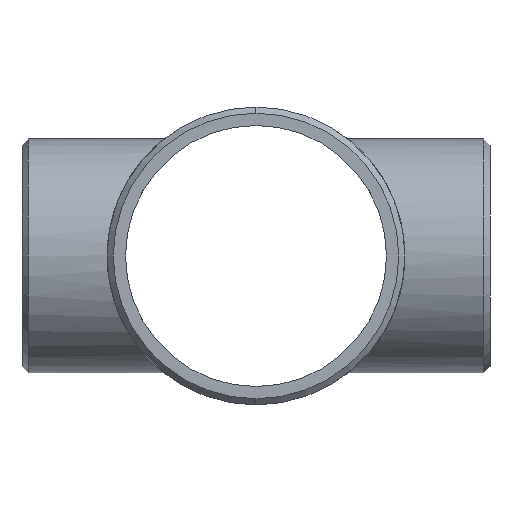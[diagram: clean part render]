
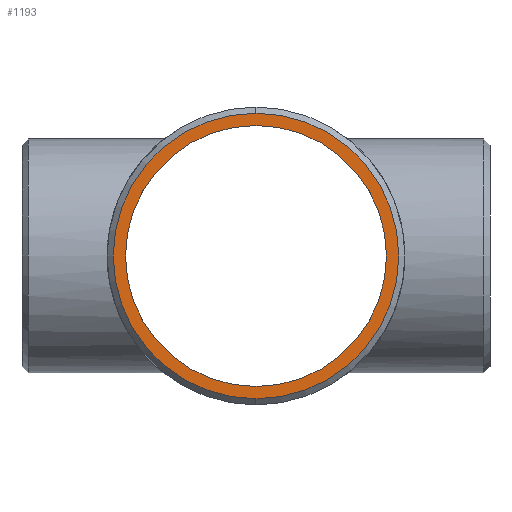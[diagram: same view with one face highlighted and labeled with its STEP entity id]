
A CAD part, left-side view. The second image highlights one B-rep face of the part: STEP entity #1193.
In plain terms, the highlighted planar face has unit normal (-1, 0, 0).
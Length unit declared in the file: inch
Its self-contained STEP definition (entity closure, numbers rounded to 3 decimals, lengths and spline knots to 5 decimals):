
#69 = DIRECTION ( 'NONE',  ( -1., 0., 0. ) ) ;
#79 = ORIENTED_EDGE ( 'NONE', *, *, #1288, .T. ) ;
#83 = EDGE_CURVE ( 'NONE', #364, #137, #1191, .T. ) ;
#137 = VERTEX_POINT ( 'NONE', #296 ) ;
#210 = EDGE_CURVE ( 'NONE', #1163, #1113, #813, .T. ) ;
#212 = PLANE ( 'NONE',  #998 ) ;
#239 = AXIS2_PLACEMENT_3D ( 'NONE', #497, #395, #995 ) ;
#296 = CARTESIAN_POINT ( 'NONE',  ( -3.38, 0., -1.534 ) ) ;
#302 = CARTESIAN_POINT ( 'NONE',  ( -3.38, 0., 1.678 ) ) ;
#330 = DIRECTION ( 'NONE',  ( 1., 0., 0. ) ) ;
#364 = VERTEX_POINT ( 'NONE', #617 ) ;
#378 = ORIENTED_EDGE ( 'NONE', *, *, #1275, .T. ) ;
#395 = DIRECTION ( 'NONE',  ( 1., 0., 0. ) ) ;
#401 = DIRECTION ( 'NONE',  ( -1., 0., 0. ) ) ;
#415 = AXIS2_PLACEMENT_3D ( 'NONE', #487, #69, #782 ) ;
#484 = DIRECTION ( 'NONE',  ( -1., 0., 0. ) ) ;
#487 = CARTESIAN_POINT ( 'NONE',  ( -3.38, 0., 0. ) ) ;
#490 = CIRCLE ( 'NONE', #415, 1.678 ) ;
#497 = CARTESIAN_POINT ( 'NONE',  ( -3.38, 0., 0. ) ) ;
#616 = DIRECTION ( 'NONE',  ( 0., 0., -1. ) ) ;
#617 = CARTESIAN_POINT ( 'NONE',  ( -3.38, 0., 1.534 ) ) ;
#655 = EDGE_LOOP ( 'NONE', ( #1179, #378 ) ) ;
#701 = DIRECTION ( 'NONE',  ( 0., 0., 1. ) ) ;
#708 = CARTESIAN_POINT ( 'NONE',  ( -3.38, 0., 0. ) ) ;
#718 = FACE_BOUND ( 'NONE', #655, .T. ) ;
#766 = CIRCLE ( 'NONE', #1068, 1.534 ) ;
#780 = EDGE_LOOP ( 'NONE', ( #79, #971 ) ) ;
#782 = DIRECTION ( 'NONE',  ( 0., 0., 1. ) ) ;
#801 = CARTESIAN_POINT ( 'NONE',  ( -3.38, 0., 0. ) ) ;
#813 = CIRCLE ( 'NONE', #1074, 1.678 ) ;
#843 = DIRECTION ( 'NONE',  ( 0., 0., 1. ) ) ;
#932 = CARTESIAN_POINT ( 'NONE',  ( -3.38, 0., -1.678 ) ) ;
#938 = CARTESIAN_POINT ( 'NONE',  ( -3.38, 0., 0. ) ) ;
#971 = ORIENTED_EDGE ( 'NONE', *, *, #210, .T. ) ;
#995 = DIRECTION ( 'NONE',  ( 0., 0., 1. ) ) ;
#998 = AXIS2_PLACEMENT_3D ( 'NONE', #708, #401, #616 ) ;
#1026 = FACE_OUTER_BOUND ( 'NONE', #780, .T. ) ;
#1068 = AXIS2_PLACEMENT_3D ( 'NONE', #938, #330, #843 ) ;
#1074 = AXIS2_PLACEMENT_3D ( 'NONE', #801, #484, #701 ) ;
#1113 = VERTEX_POINT ( 'NONE', #932 ) ;
#1163 = VERTEX_POINT ( 'NONE', #302 ) ;
#1179 = ORIENTED_EDGE ( 'NONE', *, *, #83, .T. ) ;
#1191 = CIRCLE ( 'NONE', #239, 1.534 ) ;
#1193 = ADVANCED_FACE ( 'NONE', ( #1026, #718 ), #212, .T. ) ;
#1275 = EDGE_CURVE ( 'NONE', #137, #364, #766, .T. ) ;
#1288 = EDGE_CURVE ( 'NONE', #1113, #1163, #490, .T. ) ;
